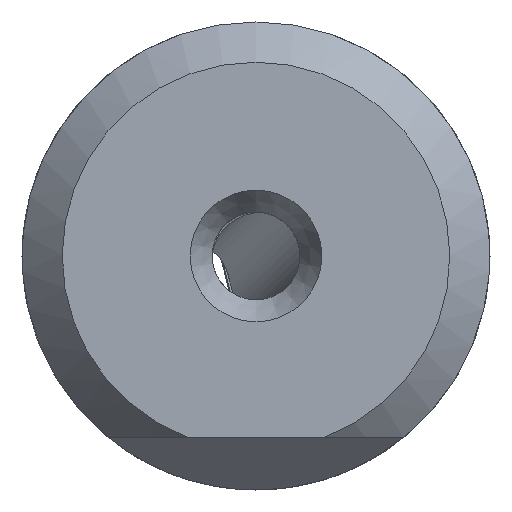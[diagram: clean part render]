
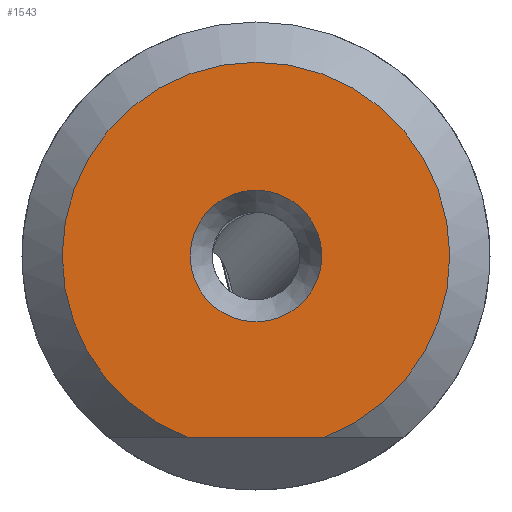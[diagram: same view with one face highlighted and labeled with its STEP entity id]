
A CAD part, left-side view. The second image highlights one B-rep face of the part: STEP entity #1543.
In plain terms, the highlighted planar face has unit normal (-1, 0, 0).
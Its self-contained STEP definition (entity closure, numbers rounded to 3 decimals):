
#156 = ORIENTED_EDGE ( 'NONE', *, *, #3070, .T. ) ;
#481 = CARTESIAN_POINT ( 'NONE',  ( 0., 0., 2.25 ) ) ;
#521 = EDGE_CURVE ( 'NONE', #2769, #2769, #3852, .T. ) ;
#541 = PLANE ( 'NONE',  #1807 ) ;
#549 = EDGE_LOOP ( 'NONE', ( #2916 ) ) ;
#763 = FACE_OUTER_BOUND ( 'NONE', #1840, .T. ) ;
#768 = DIRECTION ( 'NONE',  ( 0., -1., 0. ) ) ;
#855 = CARTESIAN_POINT ( 'NONE',  ( 0., 2.25, 0. ) ) ;
#975 = VECTOR ( 'NONE', #768, 1000. ) ;
#1064 = DIRECTION ( 'NONE',  ( -1., 0., 0. ) ) ;
#1397 = DIRECTION ( 'NONE',  ( 0., 0., 1. ) ) ;
#1413 = AXIS2_PLACEMENT_3D ( 'NONE', #4106, #1064, #1397 ) ;
#1543 = ADVANCED_FACE ( 'NONE', ( #3843, #763 ), #541, .F. ) ;
#1783 = CARTESIAN_POINT ( 'NONE',  ( 0., 2.25, -6.2 ) ) ;
#1807 = AXIS2_PLACEMENT_3D ( 'NONE', #855, #2882, #4260 ) ;
#1840 = EDGE_LOOP ( 'NONE', ( #156, #2062 ) ) ;
#1896 = LINE ( 'NONE', #1783, #975 ) ;
#2039 = VERTEX_POINT ( 'NONE', #3168 ) ;
#2062 = ORIENTED_EDGE ( 'NONE', *, *, #2414, .T. ) ;
#2190 = DIRECTION ( 'NONE',  ( 0., 0., 1. ) ) ;
#2209 = DIRECTION ( 'NONE',  ( -1., 0., 0. ) ) ;
#2414 = EDGE_CURVE ( 'NONE', #3451, #2039, #1896, .T. ) ;
#2566 = CARTESIAN_POINT ( 'NONE',  ( 0., 2.335, -6.2 ) ) ;
#2769 = VERTEX_POINT ( 'NONE', #481 ) ;
#2823 = AXIS2_PLACEMENT_3D ( 'NONE', #4272, #2209, #2190 ) ;
#2882 = DIRECTION ( 'NONE',  ( 1., 0., 0. ) ) ;
#2916 = ORIENTED_EDGE ( 'NONE', *, *, #521, .F. ) ;
#3070 = EDGE_CURVE ( 'NONE', #2039, #3451, #3772, .T. ) ;
#3168 = CARTESIAN_POINT ( 'NONE',  ( 0., -2.335, -6.2 ) ) ;
#3451 = VERTEX_POINT ( 'NONE', #2566 ) ;
#3772 = CIRCLE ( 'NONE', #1413, 6.625 ) ;
#3843 = FACE_BOUND ( 'NONE', #549, .T. ) ;
#3852 = CIRCLE ( 'NONE', #2823, 2.25 ) ;
#4106 = CARTESIAN_POINT ( 'NONE',  ( 0., 0., 0. ) ) ;
#4260 = DIRECTION ( 'NONE',  ( 0., 0., -1. ) ) ;
#4272 = CARTESIAN_POINT ( 'NONE',  ( 0., 0., 0. ) ) ;
